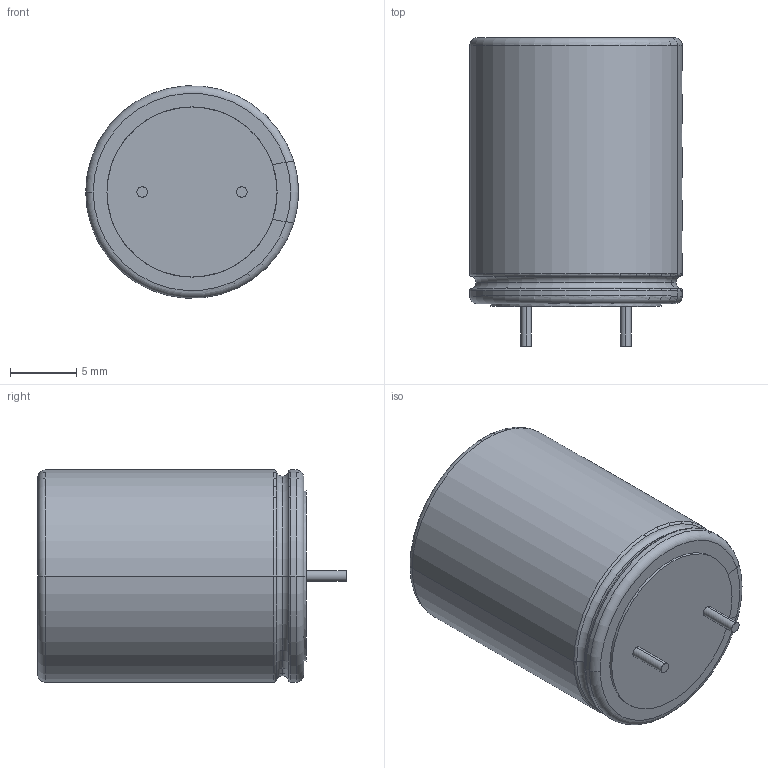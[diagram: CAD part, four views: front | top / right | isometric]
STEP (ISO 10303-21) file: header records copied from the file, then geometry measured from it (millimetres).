
FILE_DESCRIPTION (( 'STEP AP214' ), '1' );
FILE_NAME ('CAP ALTH D-16MM L-7.5MM H-20MM .STEP', '2017-01-07T08:44:05', ( '' ), ( '' ), 'SwSTEP 2.0', 'SolidWorks 2016', '' );
FILE_SCHEMA (( 'AUTOMOTIVE_DESIGN' ));
Length unit declared in the file: millimetre
Products named in the file (1): CAP ALTH D-16MM L-7.5MM H-20MM 
Bounding box: 16 x 23.2 x 15.97 mm (x, y, z)
Volume: 4019.8 mm3; surface area: 1426 mm2
Topology: 1 solids, 1 shells, 50 faces, 121 edges, 83 vertices
Faces by surface type: cylinder 24, torus 18, plane 8
Entity records: 2055 total; most frequent: CARTESIAN_POINT 541, DIRECTION 250, ORIENTED_EDGE 242, EDGE_CURVE 121, AXIS2_PLACEMENT_3D 108, VERTEX_POINT 83, EDGE_LOOP 60, CIRCLE 57
